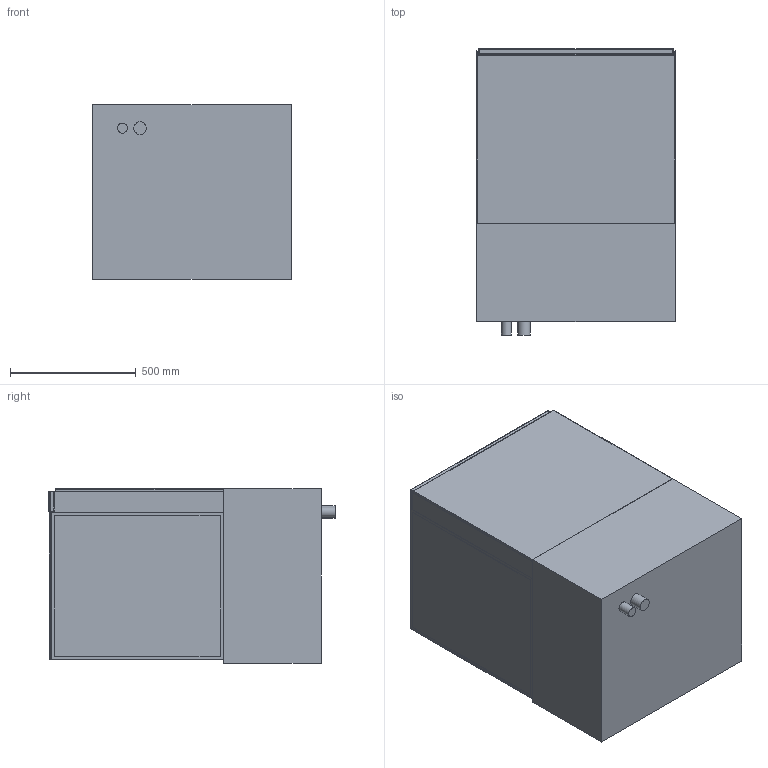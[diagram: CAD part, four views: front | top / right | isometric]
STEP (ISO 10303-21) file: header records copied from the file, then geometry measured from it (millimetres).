
FILE_DESCRIPTION(/* description */ ('Einbaukühlvitrine: zentralgekühlt'),/* implementation_level */ '2;1');
FILE_NAME(/* name */ '3D-AKE-00007196.stp',/* time_stamp */ '2025-01-30T08:07:04+01:00',/* author */ ('marina.schachner'),/* organization */ (''),/* preprocessor_version */ 'ST-DEVELOPER v20',/* originating_system */ 'Autodesk Inventor 2024',/* authorisation */ '');
FILE_SCHEMA (('AUTOMOTIVE_DESIGN { 1 0 10303 214 3 1 1 }'));
Length unit declared in the file: millimetre
Products named in the file (1): 3D-AKE-00007196
Bounding box: 790 x 1140 x 695 mm (x, y, z)
Volume: 157546698.9 mm3; surface area: 14629803.7 mm2
Topology: 36 solids, 36 shells, 386 faces, 918 edges, 612 vertices
Faces by surface type: plane 354, cylinder 32
Full cylindrical faces by diameter (mm): 40 x1, 50 x1
Entity records: 10991 total; most frequent: CARTESIAN_POINT 1917, ORIENTED_EDGE 1836, DIRECTION 1756, EDGE_CURVE 918, LINE 854, VECTOR 854, VERTEX_POINT 612, AXIS2_PLACEMENT_3D 451
